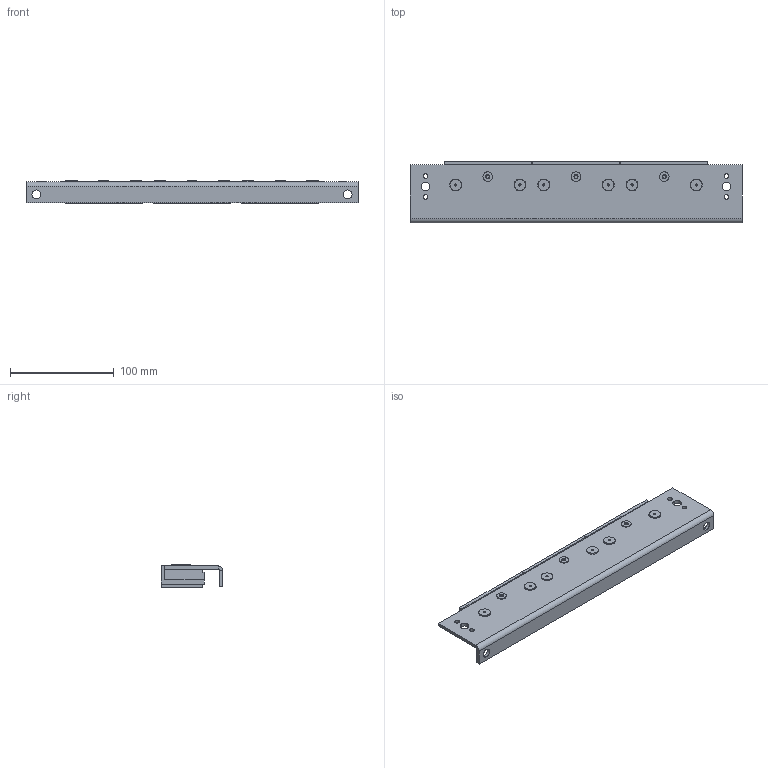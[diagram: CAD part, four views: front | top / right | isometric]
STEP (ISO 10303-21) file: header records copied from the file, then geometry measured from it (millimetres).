
FILE_DESCRIPTION (( 'STEP AP214' ), '1' );
FILE_NAME ('5332,0106-01.STEP', '2017-08-15T08:50:33', ( '' ), ( '' ), 'SwSTEP 2.0', 'SolidWorks 2013', '' );
FILE_SCHEMA (( 'AUTOMOTIVE_DESIGN' ));
Length unit declared in the file: millimetre
Products named in the file (1): 5332,0106-01
Bounding box: 320 x 59.5 x 21.6 mm (x, y, z)
Surface area: 84149.9 mm2 (no closed solid volume)
Topology: 0 solids, 13 shells, 452 faces, 1357 edges, 884 vertices
Faces by surface type: cylinder 255, plane 138, bspline 26, cone 21, torus 12
Entity records: 20806 total; most frequent: CARTESIAN_POINT 3751, DIRECTION 2630, ORIENTED_EDGE 2440, EDGE_CURVE 1357, AXIS2_PLACEMENT_3D 993, VERTEX_POINT 884, LINE 644, VECTOR 644
